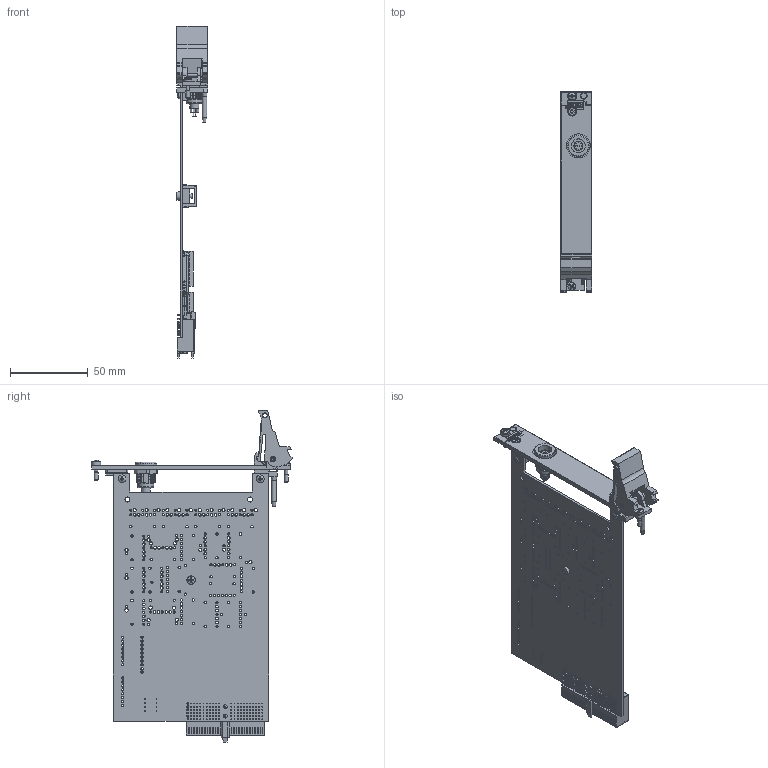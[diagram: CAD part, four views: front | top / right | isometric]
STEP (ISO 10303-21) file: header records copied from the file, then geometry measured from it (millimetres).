
FILE_DESCRIPTION (( 'STEP AP214' ), '1' );
FILE_NAME ('40-785-521-E PXI Remote Single 6CH SMA MUX.STEP', '2013-09-09T13:22:24', ( 'admin' ), ( '' ), 'SwSTEP 2.0', 'SolidWorks 2012', '' );
FILE_SCHEMA (( 'AUTOMOTIVE_DESIGN' ));
Length unit declared in the file: millimetre
Products named in the file (1): 40-785-521-E PXI Remote Single 6CH SMA MUX
Bounding box: 20.13 x 129.67 x 213.99 mm (x, y, z)
Surface area: 60187.7 mm2 (no closed solid volume)
Topology: 0 solids, 350 shells, 3309 faces, 14498 edges, 11101 vertices
Faces by surface type: plane 2300, cylinder 897, cone 66, bspline 26, torus 12, sphere 8
Full cylindrical faces by diameter (mm): 0.118 x1, 0.4 x5, 0.5 x3, 0.6 x110, 0.8 x10, 1 x32, 1.245 x5, 1.397 x60, 1.422 x27, 1.496 x2, 1.524 x66, 1.651 x80, 1.967 x2, 2 x5, 2.015 x1, 2.032 x16, 2.05 x1, 2.094 x1, 2.095 x5, 2.179 x1, 2.438 x2, 2.497 x1, 2.5 x3, 2.6 x1, 2.7 x1, 2.8 x1, 3 x3, 3.1 x1, 3.23 x2, 4.35 x1
Entity records: 189802 total; most frequent: CARTESIAN_POINT 40545, DIRECTION 22310, ORIENTED_EDGE 19261, EDGE_CURVE 13890, VERTEX_POINT 10980, VECTOR 10122, LINE 10122, AXIS2_PLACEMENT_3D 6094
